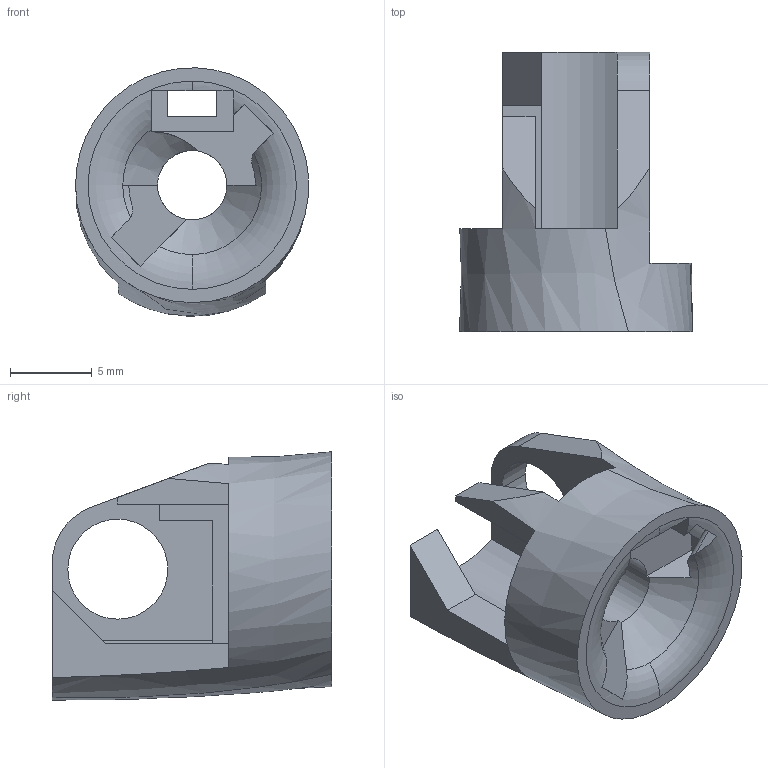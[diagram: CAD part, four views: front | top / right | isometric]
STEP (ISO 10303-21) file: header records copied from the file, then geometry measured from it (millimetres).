
FILE_DESCRIPTION (( 'STEP AP203' ), '1' );
FILE_NAME ('DP - P Main L.STEP', '2017-08-02T02:57:07', ( '' ), ( '' ), 'SwSTEP 2.0', 'SolidWorks 2016', '' );
FILE_SCHEMA (( 'CONFIG_CONTROL_DESIGN' ));
Length unit declared in the file: millimetre
Products named in the file (1): DP - P Main L
Bounding box: 14.22 x 17.06 x 15.16 mm (x, y, z)
Volume: 1088.1 mm3; surface area: 1275.6 mm2
Topology: 1 solids, 1 shells, 69 faces, 195 edges, 127 vertices
Faces by surface type: plane 47, cylinder 13, bspline 4, cone 3, torus 2
Entity records: 2634 total; most frequent: CARTESIAN_POINT 809, ORIENTED_EDGE 390, DIRECTION 331, EDGE_CURVE 195, VERTEX_POINT 127, VECTOR 117, LINE 117, AXIS2_PLACEMENT_3D 107
